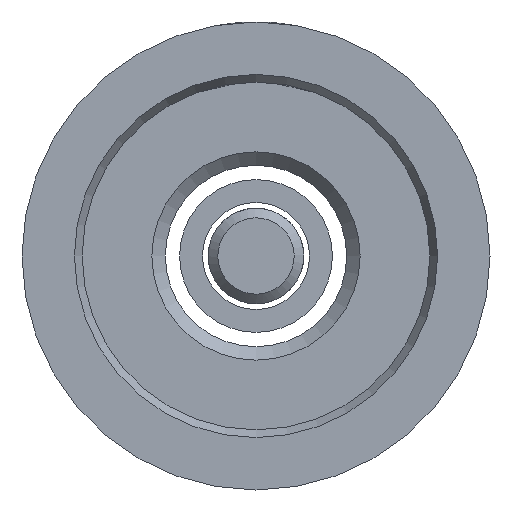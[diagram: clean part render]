
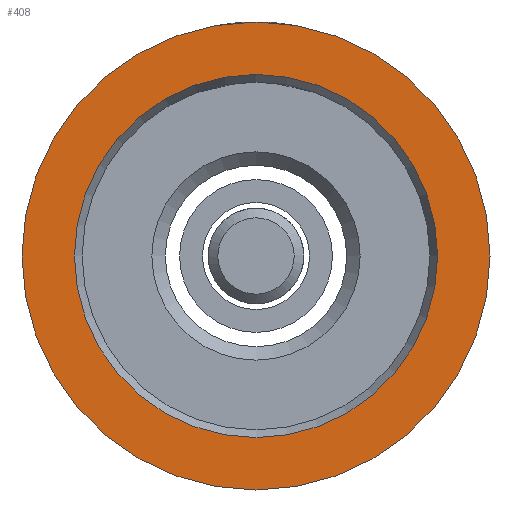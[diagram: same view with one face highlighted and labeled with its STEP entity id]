
A CAD part, left-side view. The second image highlights one B-rep face of the part: STEP entity #408.
In plain terms, the highlighted planar face has unit normal (-1, 0, 0).
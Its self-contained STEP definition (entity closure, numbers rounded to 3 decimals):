
#79=PLANE('',#505);
#101=ORIENTED_EDGE('',*,*,#173,.T.);
#102=ORIENTED_EDGE('',*,*,#171,.F.);
#171=EDGE_CURVE('',#207,#207,#251,.T.);
#173=EDGE_CURVE('',#209,#209,#253,.T.);
#207=VERTEX_POINT('',#696);
#209=VERTEX_POINT('',#701);
#251=CIRCLE('',#503,9.504);
#253=CIRCLE('',#506,12.25);
#279=EDGE_LOOP('',(#101));
#280=EDGE_LOOP('',(#102));
#333=FACE_BOUND('',#279,.T.);
#334=FACE_BOUND('',#280,.T.);
#408=ADVANCED_FACE('',(#333,#334),#79,.T.);
#503=AXIS2_PLACEMENT_3D('',#695,#570,#571);
#505=AXIS2_PLACEMENT_3D('',#699,#574,#575);
#506=AXIS2_PLACEMENT_3D('',#700,#576,#577);
#570=DIRECTION('',(-1.,0.,0.));
#571=DIRECTION('',(0.,0.,1.));
#574=DIRECTION('',(-1.,0.,0.));
#575=DIRECTION('',(0.,0.,1.));
#576=DIRECTION('',(-1.,0.,0.));
#577=DIRECTION('',(0.,0.,1.));
#695=CARTESIAN_POINT('',(0.,0.,0.));
#696=CARTESIAN_POINT('',(0.,0.,9.504));
#699=CARTESIAN_POINT('',(0.,0.,9.504));
#700=CARTESIAN_POINT('',(0.,0.,0.));
#701=CARTESIAN_POINT('',(0.,0.,12.25));
